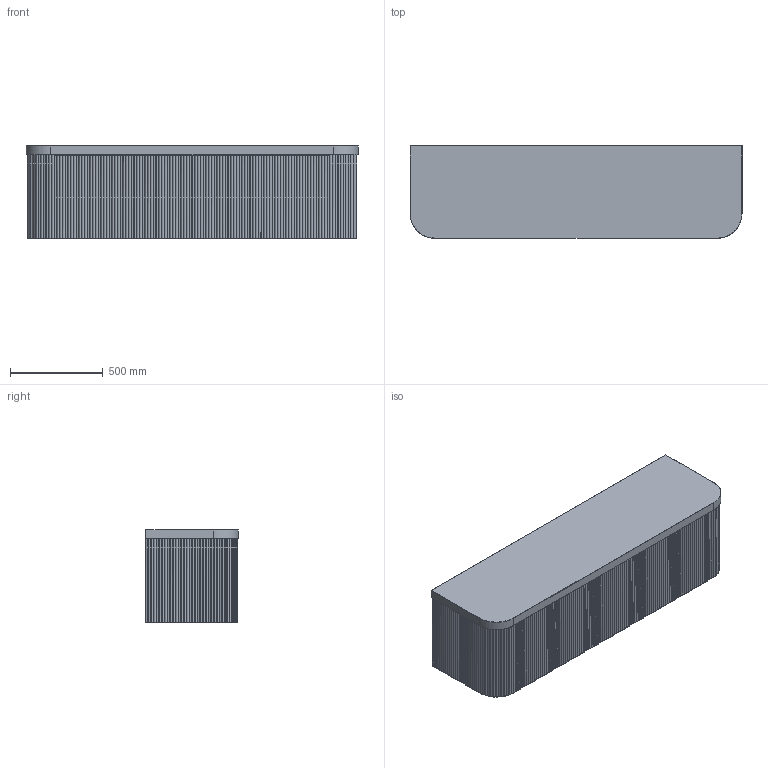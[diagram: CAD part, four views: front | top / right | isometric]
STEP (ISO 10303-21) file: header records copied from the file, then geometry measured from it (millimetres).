
FILE_DESCRIPTION(/* description */ (''),/* implementation_level */ '2;1');
FILE_NAME(/* name */ 'Kado Neue Fluted Double Curve 1800 (50MM)',/* time_stamp */ '2025-07-09T15:05:55+10:00',/* author */ (''),/* organization */ (''),/* preprocessor_version */ 'ST-DEVELOPER v16.5',/* originating_system */ '',/* authorisation */ '');
FILE_SCHEMA (('AUTOMOTIVE_DESIGN'));
Length unit declared in the file: millimetre
Products named in the file (13): Document; Kado Neue Fluted Double Curve 1800 (50MM); Kado Neue Fluted Double Curve ALL1920; Kado Neue Fluted Double Curve 180018; Kado Neue Fluted Panel 44314; Kado Neue Fluted Panel 44334; Kado Neue Fluted Carcass 18006; Kado Neue Fluted End9; Kado Neue Fluted Panel 5951516; Kado Neue Fluted Panel 59512; Kado Neue Fluted Double Curve ALL BENCHTOPS17; Kado Neue Fluted Double Curve Benchtop (50MM) ALL13; Kado Neue Fluted Double Curve 1800 Benchtop (50MM)
Assembly tree (14 placements, depth 6):
  Document
    Kado Neue Fluted Double Curve 1800 (50MM)
      Kado Neue Fluted Double Curve ALL1920
        Kado Neue Fluted Double Curve 180018
          Kado Neue Fluted Panel 44314  x2
            Kado Neue Fluted Panel 44334
          Kado Neue Fluted Carcass 18006
          Kado Neue Fluted End9  x2
          Kado Neue Fluted Panel 5951516
            Kado Neue Fluted Panel 59512
      Kado Neue Fluted Double Curve ALL BENCHTOPS17
        Kado Neue Fluted Double Curve Benchtop (50MM) ALL13
          Kado Neue Fluted Double Curve 1800 Benchtop (50MM)
Bounding box: 1793 x 500.05 x 500 mm (x, y, z)
Volume: 115414046.6 mm3; surface area: 10234966.4 mm2
Topology: 13 solids, 13 shells, 826 faces, 2383 edges, 1582 vertices
Faces by surface type: cylinder 559, plane 261, bspline 6
Entity records: 16019 total; most frequent: CARTESIAN_POINT 6070, ORIENTED_EDGE 2986, EDGE_CURVE 1493, VERTEX_POINT 990, B_SPLINE_CURVE_WITH_KNOTS 801, DIRECTION 582, AXIS2_PLACEMENT_3D 550, EDGE_LOOP 525
